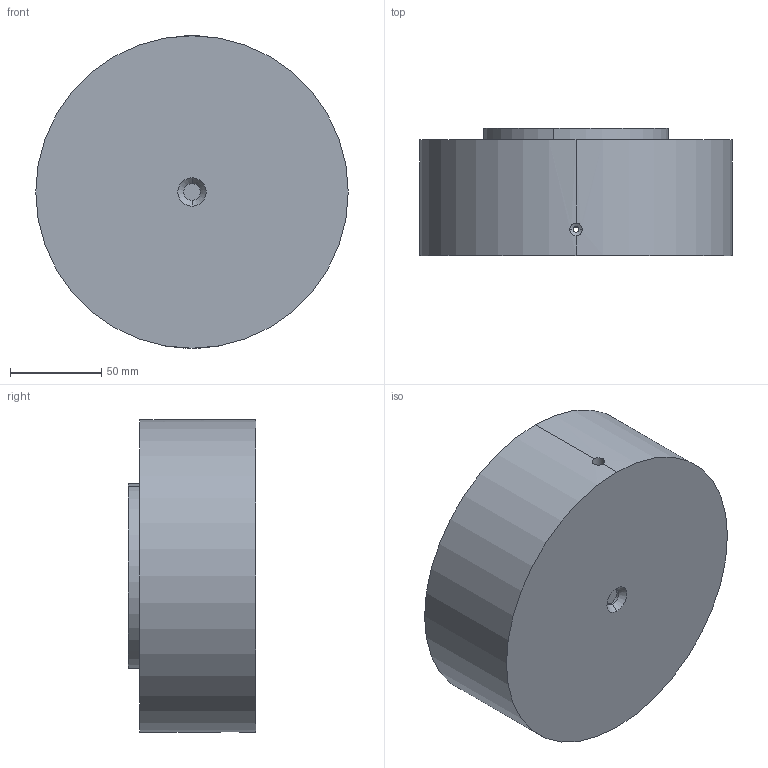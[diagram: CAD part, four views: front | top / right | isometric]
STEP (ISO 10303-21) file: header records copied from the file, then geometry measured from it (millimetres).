
FILE_DESCRIPTION (( 'STEP AP203' ), '1' );
FILE_NAME ('FP-100K-ASSEMBLY.STEP', '2022-05-24T18:26:01', ( '' ), ( '' ), 'SwSTEP 2.0', 'SolidWorks 2018', '' );
FILE_SCHEMA (( 'CONFIG_CONTROL_DESIGN' ));
Length unit declared in the file: inch
Products named in the file (4): FP-100K-BODY; 99142A700_BLACK-FINISH STEEL INTERNAL RETAINING RING-100K_99142A700; FP-100K-ASSEMBLY; FP-100K-PUCK
Assembly tree (3 placements, depth 2):
  FP-100K-ASSEMBLY
    FP-100K-BODY
    FP-100K-PUCK
    99142A700_BLACK-FINISH STEEL INTERNAL RETAINING RING-100K_99142A700
Bounding box: 171.45 x 69.85 x 171.45 mm (x, y, z)
Volume: 1368005.9 mm3; surface area: 163958.2 mm2
Topology: 3 solids, 3 shells, 74 faces, 174 edges, 111 vertices
Faces by surface type: cylinder 43, plane 21, cone 10
Entity records: 2775 total; most frequent: CARTESIAN_POINT 598, DIRECTION 402, ORIENTED_EDGE 344, EDGE_CURVE 172, AXIS2_PLACEMENT_3D 166, VERTEX_POINT 111, EDGE_LOOP 89, CIRCLE 86
